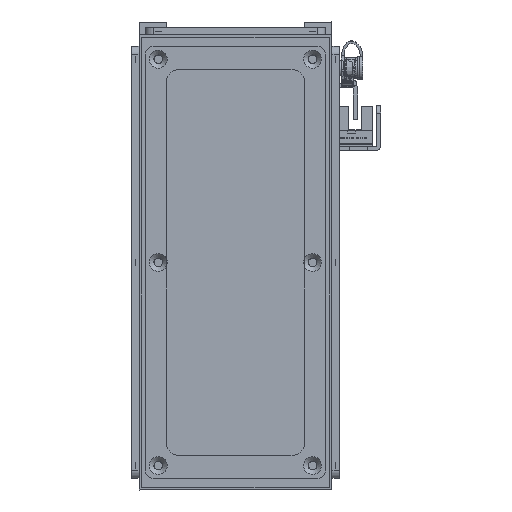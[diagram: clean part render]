
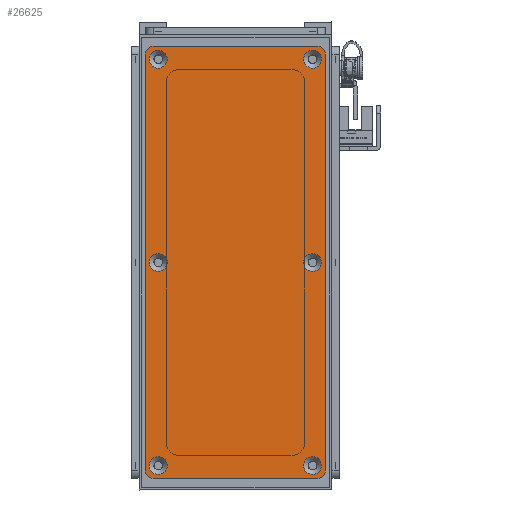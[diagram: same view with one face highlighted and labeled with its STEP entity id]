
A CAD part, left-side view. The second image highlights one B-rep face of the part: STEP entity #26625.
In plain terms, the highlighted face is planar.
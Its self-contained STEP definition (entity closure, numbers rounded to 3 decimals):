
#1134=FACE_BOUND('',#5719,.T.);
#1135=FACE_BOUND('',#5720,.T.);
#1136=FACE_BOUND('',#5721,.T.);
#1137=FACE_BOUND('',#5722,.T.);
#1138=FACE_BOUND('',#5723,.T.);
#1139=FACE_BOUND('',#5724,.T.);
#1806=PLANE('',#29882);
#3821=FACE_OUTER_BOUND('',#5718,.T.);
#5718=EDGE_LOOP('',(#24915,#24916,#24917,#24918,#24919,#24920,#24921,#24922));
#5719=EDGE_LOOP('',(#24923));
#5720=EDGE_LOOP('',(#24924));
#5721=EDGE_LOOP('',(#24925));
#5722=EDGE_LOOP('',(#24926));
#5723=EDGE_LOOP('',(#24927));
#5724=EDGE_LOOP('',(#24928));
#7901=LINE('',#46526,#10079);
#7904=LINE('',#46534,#10082);
#7907=LINE('',#46542,#10085);
#7910=LINE('',#46549,#10088);
#10079=VECTOR('',#37650,10.);
#10082=VECTOR('',#37659,10.);
#10085=VECTOR('',#37668,10.);
#10088=VECTOR('',#37677,10.);
#11446=CIRCLE('',#29836,3.45);
#11449=CIRCLE('',#29841,3.45);
#11452=CIRCLE('',#29846,3.45);
#11455=CIRCLE('',#29851,3.45);
#11458=CIRCLE('',#29856,3.45);
#11461=CIRCLE('',#29861,3.45);
#11468=CIRCLE('',#29871,3.);
#11469=CIRCLE('',#29874,3.);
#11470=CIRCLE('',#29877,3.);
#11471=CIRCLE('',#29880,3.);
#13890=VERTEX_POINT('',#46442);
#13893=VERTEX_POINT('',#46452);
#13896=VERTEX_POINT('',#46462);
#13899=VERTEX_POINT('',#46472);
#13902=VERTEX_POINT('',#46482);
#13905=VERTEX_POINT('',#46492);
#13916=VERTEX_POINT('',#46519);
#13917=VERTEX_POINT('',#46521);
#13918=VERTEX_POINT('',#46525);
#13919=VERTEX_POINT('',#46529);
#13920=VERTEX_POINT('',#46533);
#13921=VERTEX_POINT('',#46537);
#13922=VERTEX_POINT('',#46541);
#13923=VERTEX_POINT('',#46545);
#17547=EDGE_CURVE('',#13890,#13890,#11446,.T.);
#17552=EDGE_CURVE('',#13893,#13893,#11449,.T.);
#17557=EDGE_CURVE('',#13896,#13896,#11452,.T.);
#17562=EDGE_CURVE('',#13899,#13899,#11455,.T.);
#17567=EDGE_CURVE('',#13902,#13902,#11458,.T.);
#17572=EDGE_CURVE('',#13905,#13905,#11461,.T.);
#17586=EDGE_CURVE('',#13917,#13916,#11468,.T.);
#17588=EDGE_CURVE('',#13918,#13917,#7901,.T.);
#17590=EDGE_CURVE('',#13919,#13918,#11469,.T.);
#17592=EDGE_CURVE('',#13920,#13919,#7904,.T.);
#17594=EDGE_CURVE('',#13921,#13920,#11470,.T.);
#17596=EDGE_CURVE('',#13922,#13921,#7907,.T.);
#17598=EDGE_CURVE('',#13923,#13922,#11471,.T.);
#17600=EDGE_CURVE('',#13916,#13923,#7910,.T.);
#24915=ORIENTED_EDGE('',*,*,#17600,.T.);
#24916=ORIENTED_EDGE('',*,*,#17598,.T.);
#24917=ORIENTED_EDGE('',*,*,#17596,.T.);
#24918=ORIENTED_EDGE('',*,*,#17594,.T.);
#24919=ORIENTED_EDGE('',*,*,#17592,.T.);
#24920=ORIENTED_EDGE('',*,*,#17590,.T.);
#24921=ORIENTED_EDGE('',*,*,#17588,.T.);
#24922=ORIENTED_EDGE('',*,*,#17586,.T.);
#24923=ORIENTED_EDGE('',*,*,#17547,.T.);
#24924=ORIENTED_EDGE('',*,*,#17552,.T.);
#24925=ORIENTED_EDGE('',*,*,#17557,.T.);
#24926=ORIENTED_EDGE('',*,*,#17562,.T.);
#24927=ORIENTED_EDGE('',*,*,#17567,.T.);
#24928=ORIENTED_EDGE('',*,*,#17572,.T.);
#26625=ADVANCED_FACE('',(#3821,#1134,#1135,#1136,#1137,#1138,#1139),#1806,
 .T.);
#29836=AXIS2_PLACEMENT_3D('',#46443,#37558,#37559);
#29841=AXIS2_PLACEMENT_3D('',#46453,#37570,#37571);
#29846=AXIS2_PLACEMENT_3D('',#46463,#37582,#37583);
#29851=AXIS2_PLACEMENT_3D('',#46473,#37594,#37595);
#29856=AXIS2_PLACEMENT_3D('',#46483,#37606,#37607);
#29861=AXIS2_PLACEMENT_3D('',#46493,#37618,#37619);
#29871=AXIS2_PLACEMENT_3D('',#46522,#37645,#37646);
#29874=AXIS2_PLACEMENT_3D('',#46530,#37654,#37655);
#29877=AXIS2_PLACEMENT_3D('',#46538,#37663,#37664);
#29880=AXIS2_PLACEMENT_3D('',#46546,#37672,#37673);
#29882=AXIS2_PLACEMENT_3D('',#46550,#37678,#37679);
#37558=DIRECTION('center_axis',(0.,0.,-1.));
#37559=DIRECTION('ref_axis',(1.,0.,0.));
#37570=DIRECTION('center_axis',(0.,0.,-1.));
#37571=DIRECTION('ref_axis',(1.,0.,0.));
#37582=DIRECTION('center_axis',(0.,0.,-1.));
#37583=DIRECTION('ref_axis',(1.,0.,0.));
#37594=DIRECTION('center_axis',(0.,0.,-1.));
#37595=DIRECTION('ref_axis',(1.,0.,0.));
#37606=DIRECTION('center_axis',(0.,0.,-1.));
#37607=DIRECTION('ref_axis',(1.,0.,0.));
#37618=DIRECTION('center_axis',(0.,0.,-1.));
#37619=DIRECTION('ref_axis',(1.,0.,0.));
#37645=DIRECTION('center_axis',(0.,0.,1.));
#37646=DIRECTION('ref_axis',(-1.,0.,0.));
#37650=DIRECTION('',(0.,1.,0.));
#37654=DIRECTION('center_axis',(0.,0.,1.));
#37655=DIRECTION('ref_axis',(0.,1.,0.));
#37659=DIRECTION('',(1.,0.,0.));
#37663=DIRECTION('center_axis',(0.,0.,1.));
#37664=DIRECTION('ref_axis',(1.,0.,0.));
#37668=DIRECTION('',(0.,-1.,0.));
#37672=DIRECTION('center_axis',(0.,0.,1.));
#37673=DIRECTION('ref_axis',(0.,-1.,0.));
#37677=DIRECTION('',(-1.,0.,0.));
#37678=DIRECTION('center_axis',(0.,0.,1.));
#37679=DIRECTION('ref_axis',(1.,0.,0.));
#46442=CARTESIAN_POINT('',(-3.45,30.,1.5));
#46443=CARTESIAN_POINT('Origin',(0.,30.,1.5));
#46452=CARTESIAN_POINT('',(75.55,-30.,1.5));
#46453=CARTESIAN_POINT('Origin',(79.,-30.,1.5));
#46462=CARTESIAN_POINT('',(-82.45,30.,1.5));
#46463=CARTESIAN_POINT('Origin',(-79.,30.,1.5));
#46472=CARTESIAN_POINT('',(75.55,30.,1.5));
#46473=CARTESIAN_POINT('Origin',(79.,30.,1.5));
#46482=CARTESIAN_POINT('',(-82.45,-30.,1.5));
#46483=CARTESIAN_POINT('Origin',(-79.,-30.,1.5));
#46492=CARTESIAN_POINT('',(-3.45,-30.,1.5));
#46493=CARTESIAN_POINT('Origin',(0.,-30.,1.5));
#46519=CARTESIAN_POINT('',(81.,35.,1.5));
#46521=CARTESIAN_POINT('',(84.,32.,1.5));
#46522=CARTESIAN_POINT('Origin',(81.,32.,1.5));
#46525=CARTESIAN_POINT('',(84.,-32.,1.5));
#46526=CARTESIAN_POINT('',(84.,32.,1.5));
#46529=CARTESIAN_POINT('',(81.,-35.,1.5));
#46530=CARTESIAN_POINT('Origin',(81.,-32.,1.5));
#46533=CARTESIAN_POINT('',(-81.,-35.,1.5));
#46534=CARTESIAN_POINT('',(81.,-35.,1.5));
#46537=CARTESIAN_POINT('',(-84.,-32.,1.5));
#46538=CARTESIAN_POINT('Origin',(-81.,-32.,1.5));
#46541=CARTESIAN_POINT('',(-84.,32.,1.5));
#46542=CARTESIAN_POINT('',(-84.,-32.,1.5));
#46545=CARTESIAN_POINT('',(-81.,35.,1.5));
#46546=CARTESIAN_POINT('Origin',(-81.,32.,1.5));
#46549=CARTESIAN_POINT('',(-81.,35.,1.5));
#46550=CARTESIAN_POINT('Origin',(0.,0.,
1.5));
